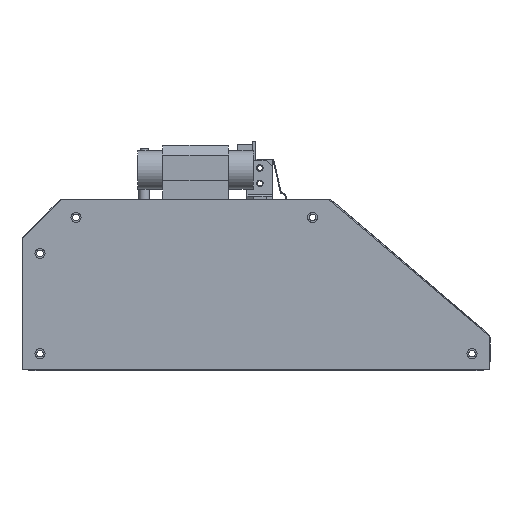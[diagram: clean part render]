
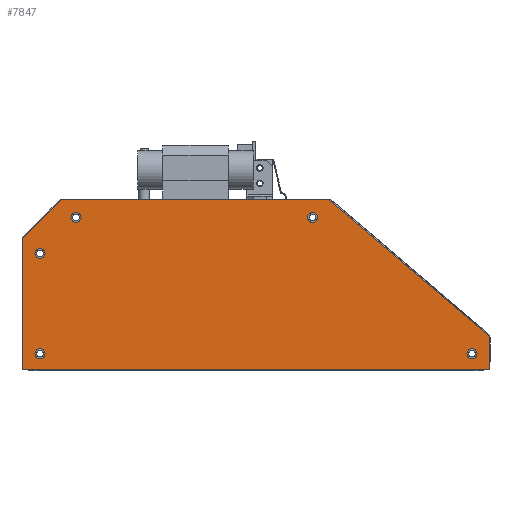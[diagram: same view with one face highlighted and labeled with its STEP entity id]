
A CAD part, left-side view. The second image highlights one B-rep face of the part: STEP entity #7847.
In plain terms, the highlighted face is planar.
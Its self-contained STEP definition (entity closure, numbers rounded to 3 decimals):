
#190=FACE_BOUND('',#1229,.T.);
#191=FACE_BOUND('',#1230,.T.);
#192=FACE_BOUND('',#1231,.T.);
#193=FACE_BOUND('',#1232,.T.);
#194=FACE_BOUND('',#1233,.T.);
#403=PLANE('',#8502);
#713=FACE_OUTER_BOUND('',#1228,.T.);
#1228=EDGE_LOOP('',(#5884,#5885,#5886,#5887,#5888,#5889));
#1229=EDGE_LOOP('',(#5890));
#1230=EDGE_LOOP('',(#5891));
#1231=EDGE_LOOP('',(#5892));
#1232=EDGE_LOOP('',(#5893));
#1233=EDGE_LOOP('',(#5894));
#1870=LINE('',#12169,#2594);
#1874=LINE('',#12177,#2598);
#1877=LINE('',#12183,#2601);
#1880=LINE('',#12189,#2604);
#1883=LINE('',#12195,#2607);
#1886=LINE('',#12200,#2610);
#2594=VECTOR('',#9759,10.);
#2598=VECTOR('',#9765,10.);
#2601=VECTOR('',#9770,10.);
#2604=VECTOR('',#9775,10.);
#2607=VECTOR('',#9780,10.);
#2610=VECTOR('',#9785,10.);
#3236=CIRCLE('',#8482,1.95);
#3238=CIRCLE('',#8485,1.95);
#3240=CIRCLE('',#8488,1.95);
#3242=CIRCLE('',#8491,1.95);
#3244=CIRCLE('',#8494,1.95);
#3694=VERTEX_POINT('',#12139);
#3696=VERTEX_POINT('',#12145);
#3698=VERTEX_POINT('',#12151);
#3700=VERTEX_POINT('',#12157);
#3702=VERTEX_POINT('',#12163);
#3703=VERTEX_POINT('',#12167);
#3704=VERTEX_POINT('',#12168);
#3707=VERTEX_POINT('',#12176);
#3709=VERTEX_POINT('',#12182);
#3711=VERTEX_POINT('',#12188);
#3713=VERTEX_POINT('',#12194);
#4477=EDGE_CURVE('',#3694,#3694,#3236,.T.);
#4480=EDGE_CURVE('',#3696,#3696,#3238,.T.);
#4483=EDGE_CURVE('',#3698,#3698,#3240,.T.);
#4486=EDGE_CURVE('',#3700,#3700,#3242,.T.);
#4489=EDGE_CURVE('',#3702,#3702,#3244,.T.);
#4490=EDGE_CURVE('',#3703,#3704,#1870,.T.);
#4494=EDGE_CURVE('',#3707,#3704,#1874,.T.);
#4497=EDGE_CURVE('',#3709,#3707,#1877,.T.);
#4500=EDGE_CURVE('',#3711,#3709,#1880,.T.);
#4503=EDGE_CURVE('',#3713,#3711,#1883,.T.);
#4506=EDGE_CURVE('',#3703,#3713,#1886,.T.);
#5884=ORIENTED_EDGE('',*,*,#4506,.F.);
#5885=ORIENTED_EDGE('',*,*,#4490,.T.);
#5886=ORIENTED_EDGE('',*,*,#4494,.F.);
#5887=ORIENTED_EDGE('',*,*,#4497,.F.);
#5888=ORIENTED_EDGE('',*,*,#4500,.F.);
#5889=ORIENTED_EDGE('',*,*,#4503,.F.);
#5890=ORIENTED_EDGE('',*,*,#4489,.F.);
#5891=ORIENTED_EDGE('',*,*,#4486,.F.);
#5892=ORIENTED_EDGE('',*,*,#4483,.F.);
#5893=ORIENTED_EDGE('',*,*,#4480,.F.);
#5894=ORIENTED_EDGE('',*,*,#4477,.F.);
#7847=ADVANCED_FACE('',(#713,#190,#191,#192,#193,#194),#403,.F.);
#8482=AXIS2_PLACEMENT_3D('',#12141,#9727,#9728);
#8485=AXIS2_PLACEMENT_3D('',#12147,#9734,#9735);
#8488=AXIS2_PLACEMENT_3D('',#12153,#9741,#9742);
#8491=AXIS2_PLACEMENT_3D('',#12159,#9748,#9749);
#8494=AXIS2_PLACEMENT_3D('',#12165,#9755,#9756);
#8502=AXIS2_PLACEMENT_3D('',#12203,#9789,#9790);
#9727=DIRECTION('center_axis',(0.,0.,-1.));
#9728=DIRECTION('ref_axis',(1.,0.,0.));
#9734=DIRECTION('center_axis',(0.,0.,-1.));
#9735=DIRECTION('ref_axis',(1.,0.,0.));
#9741=DIRECTION('center_axis',(0.,0.,-1.));
#9742=DIRECTION('ref_axis',(1.,0.,0.));
#9748=DIRECTION('center_axis',(0.,0.,-1.));
#9749=DIRECTION('ref_axis',(1.,0.,0.));
#9755=DIRECTION('center_axis',(0.,0.,-1.));
#9756=DIRECTION('ref_axis',(1.,0.,0.));
#9759=DIRECTION('',(0.,1.,0.));
#9765=DIRECTION('',(-0.762,-0.647,0.));
#9770=DIRECTION('',(-1.,0.,0.));
#9775=DIRECTION('',(-0.707,0.707,0.));
#9780=DIRECTION('',(0.,1.,0.));
#9785=DIRECTION('',(1.,0.,0.));
#9789=DIRECTION('center_axis',(0.,0.,1.));
#9790=DIRECTION('ref_axis',(1.,0.,0.));
#12139=CARTESIAN_POINT('',(-85.95,-26.875,0.));
#12141=CARTESIAN_POINT('Origin',(-84.,-26.875,0.));
#12145=CARTESIAN_POINT('',(68.05,26.125,0.));
#12147=CARTESIAN_POINT('Origin',(70.,26.125,0.));
#12151=CARTESIAN_POINT('',(82.05,12.125,0.));
#12153=CARTESIAN_POINT('Origin',(84.,12.125,0.));
#12157=CARTESIAN_POINT('',(82.05,-26.875,0.));
#12159=CARTESIAN_POINT('Origin',(84.,-26.875,0.));
#12163=CARTESIAN_POINT('',(-23.95,26.125,0.));
#12165=CARTESIAN_POINT('Origin',(-22.,26.125,0.));
#12167=CARTESIAN_POINT('',(-91.,-33.125,0.));
#12168=CARTESIAN_POINT('',(-91.,-20.125,0.));
#12169=CARTESIAN_POINT('',(-91.,-33.125,0.));
#12176=CARTESIAN_POINT('',(-28.25,33.125,0.));
#12177=CARTESIAN_POINT('',(-28.25,33.125,0.));
#12182=CARTESIAN_POINT('',(75.75,33.125,0.));
#12183=CARTESIAN_POINT('',(75.75,33.125,0.));
#12188=CARTESIAN_POINT('',(91.,17.875,0.));
#12189=CARTESIAN_POINT('',(91.,17.875,0.));
#12194=CARTESIAN_POINT('',(91.,-33.125,0.));
#12195=CARTESIAN_POINT('',(91.,-33.125,0.));
#12200=CARTESIAN_POINT('',(-91.,-33.125,0.));
#12203=CARTESIAN_POINT('Origin',(0.,0.,0.));
